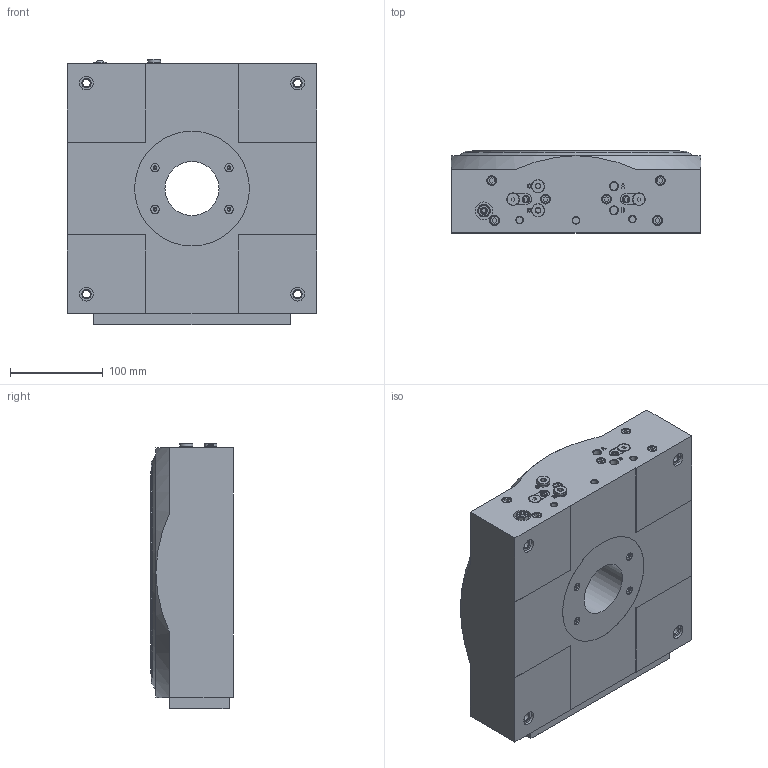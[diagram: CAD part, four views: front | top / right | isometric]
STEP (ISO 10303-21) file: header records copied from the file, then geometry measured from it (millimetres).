
FILE_DESCRIPTION(/* description */ ('STEP AP214'),/* implementation_level */ '2;1');
FILE_NAME(/* name */ '548095_DHTG-220-8-A',/* time_stamp */ '2024-08-14T09:01:45+02:00',/* author */ ('License CC BY-ND 4.0'),/* organization */ ('CADENAS'),/* preprocessor_version */ 'ST-DEVELOPER v19.3',/* originating_system */ 'PARTsolutions',/* authorisation */ ' ');
FILE_SCHEMA (('AUTOMOTIVE_DESIGN {1 0 10303 214 3 1 1}'));
Length unit declared in the file: millimetre
Products named in the file (4): 548095 DHTG-220-8-A---(0); DHTG-220---(G); DHTG-220---(T); 3568 B-1/8
Assembly tree (4 placements, depth 2):
  548095 DHTG-220-8-A---(0)
    DHTG-220---(G)
    DHTG-220---(T)
    3568 B-1/8  x2
Bounding box: 270 x 89 x 286.6 mm (x, y, z)
Volume: 5959698.7 mm3; surface area: 397149.8 mm2
Topology: 4 solids, 4 shells, 574 faces, 1373 edges, 897 vertices
Faces by surface type: plane 398, cylinder 96, cone 72, torus 8
Full cylindrical faces by diameter (mm): 2.8 x2, 3.242 x6, 4.134 x6, 5 x2, 5.23 x1, 6 x2, 6.647 x6, 6.917 x3, 8 x2, 8.376 x4, 8.4 x4, 8.566 x4, 9 x4, 9.728 x2, 10 x6, 10.5 x6, 12 x5, 12.6 x2, 13.5 x5, 14 x4, 15 x4, 19 x1, 58.4 x1, 75 x2, 124 x1, 220 x1, 234 x1, 239 x2, 246 x1
Entity records: 15064 total; most frequent: CARTESIAN_POINT 2657, DIRECTION 2484, ORIENTED_EDGE 2266, EDGE_CURVE 1133, LINE 852, VECTOR 852, VERTEX_POINT 849, FACE_BOUND 830
